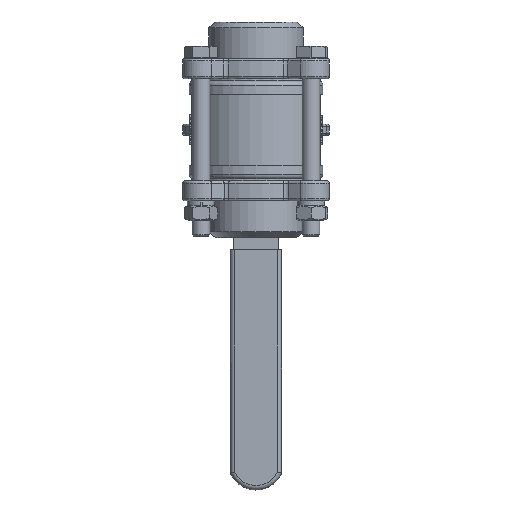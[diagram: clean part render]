
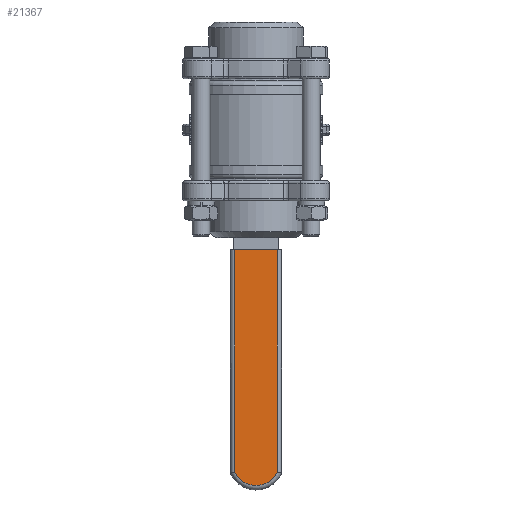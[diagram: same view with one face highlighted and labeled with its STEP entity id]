
A CAD part, front view. The second image highlights one B-rep face of the part: STEP entity #21367.
In plain terms, the highlighted planar face has unit normal (0, -1, 0).
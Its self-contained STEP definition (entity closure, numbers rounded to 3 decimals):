
#1761=PLANE('',#22838);
#2872=FACE_OUTER_BOUND('',#4144,.T.);
#4144=EDGE_LOOP('',(#18024,#18025,#18026,#18027));
#5680=LINE('',#38786,#7175);
#5681=LINE('',#38822,#7176);
#5683=LINE('',#38827,#7178);
#7175=VECTOR('',#26969,10.);
#7176=VECTOR('',#26978,10.);
#7178=VECTOR('',#26984,10.);
#7912=CIRCLE('',#22835,10.5);
#9680=VERTEX_POINT('',#38783);
#9681=VERTEX_POINT('',#38785);
#9683=VERTEX_POINT('',#38804);
#9684=VERTEX_POINT('',#38821);
#12501=EDGE_CURVE('',#9680,#9681,#5680,.T.);
#12504=EDGE_CURVE('',#9681,#9683,#7912,.T.);
#12506=EDGE_CURVE('',#9683,#9684,#5681,.T.);
#12509=EDGE_CURVE('',#9684,#9680,#5683,.T.);
#18024=ORIENTED_EDGE('',*,*,#12506,.F.);
#18025=ORIENTED_EDGE('',*,*,#12504,.F.);
#18026=ORIENTED_EDGE('',*,*,#12501,.F.);
#18027=ORIENTED_EDGE('',*,*,#12509,.F.);
#21367=ADVANCED_FACE('',(#2872),#1761,.F.);
#22835=AXIS2_PLACEMENT_3D('',#38805,#26974,#26975);
#22838=AXIS2_PLACEMENT_3D('',#38826,#26982,#26983);
#26969=DIRECTION('',(0.,0.,-1.));
#26974=DIRECTION('center_axis',(0.,1.,0.));
#26975=DIRECTION('ref_axis',(0.,0.,
-1.));
#26978=DIRECTION('',(0.,0.,1.));
#26982=DIRECTION('center_axis',(0.,1.,0.));
#26983=DIRECTION('ref_axis',(0.,0.,
-1.));
#26984=DIRECTION('',(1.,0.,0.));
#38783=CARTESIAN_POINT('',(9.5,71.,-54.));
#38785=CARTESIAN_POINT('',(9.5,71.,-153.972));
#38786=CARTESIAN_POINT('',(9.5,71.,-79.208));
#38804=CARTESIAN_POINT('',(-9.5,71.,-153.972));
#38805=CARTESIAN_POINT('Origin',(0.,71.,-149.5));
#38821=CARTESIAN_POINT('',(-9.5,71.,-54.));
#38822=CARTESIAN_POINT('',(-9.5,71.,-129.407));
#38826=CARTESIAN_POINT('Origin',(0.,71.,-104.416));
#38827=CARTESIAN_POINT('',(-11.5,71.,-54.));
